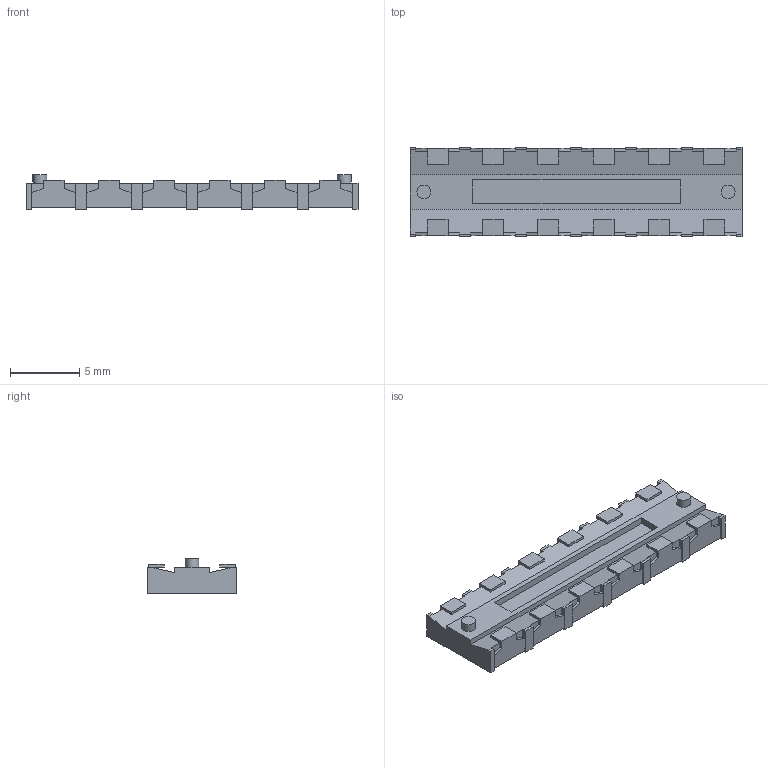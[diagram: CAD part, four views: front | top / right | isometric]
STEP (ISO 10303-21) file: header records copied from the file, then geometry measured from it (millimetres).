
FILE_DESCRIPTION(('FreeCAD Model'),'2;1');
FILE_NAME('Open CASCADE Shape Model','2021-06-01T16:44:27',('Author'),( ''),'Open CASCADE STEP processor 7.5','FreeCAD','Unknown');
FILE_SCHEMA(('AUTOMOTIVE_DESIGN { 1 0 10303 214 1 1 1 1 }'));
Length unit declared in the file: millimetre
Products named in the file (3): _________; JL-6P-4.0PH-1.98-01_001; JL-6P-4.0PH-1.98-02_001
Assembly tree (2 placements, depth 2):
  _________
    JL-6P-4.0PH-1.98-01_001
    JL-6P-4.0PH-1.98-02_001
Bounding box: 24 x 6.5 x 2.5 mm (x, y, z)
Volume: 256.3 mm3; surface area: 936.4 mm2
Topology: 2 solids, 2 shells, 233 faces, 630 edges, 404 vertices
Faces by surface type: plane 231, cylinder 2
Full cylindrical faces by diameter (mm): 1 x2
Entity records: 7171 total; most frequent: CARTESIAN_POINT 1270, ORIENTED_EDGE 1260, DIRECTION 1106, EDGE_CURVE 630, LINE 626, VECTOR 626, VERTEX_POINT 404, AXIS2_PLACEMENT_3D 240
